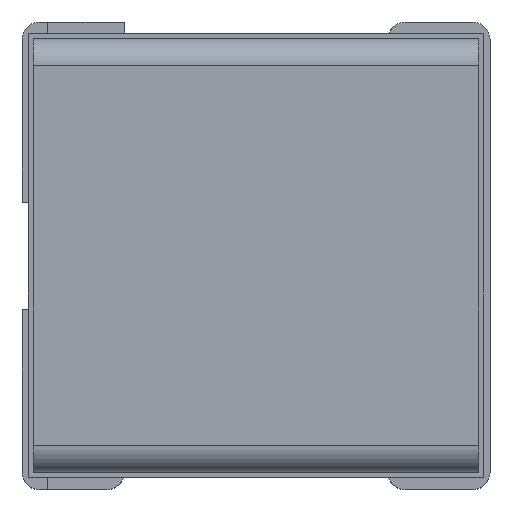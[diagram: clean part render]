
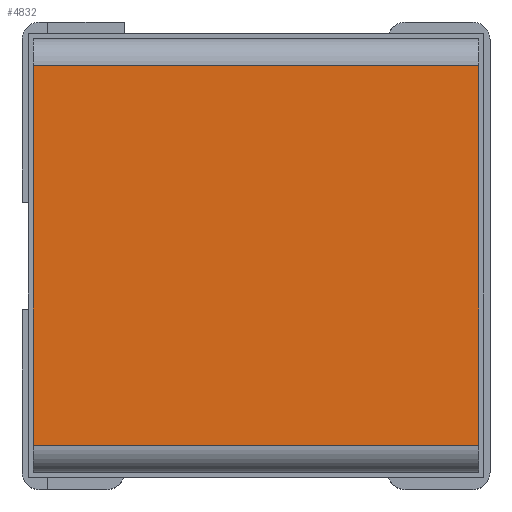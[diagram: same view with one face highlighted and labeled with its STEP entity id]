
A CAD part, top view. The second image highlights one B-rep face of the part: STEP entity #4832.
In plain terms, the highlighted face is planar.
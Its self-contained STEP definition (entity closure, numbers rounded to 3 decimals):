
#467=LINE('',#7056,#871);
#485=LINE('',#7095,#889);
#486=LINE('',#7097,#890);
#487=LINE('',#7099,#891);
#871=VECTOR('',#5981,1000.);
#889=VECTOR('',#6017,1000.);
#890=VECTOR('',#6018,1000.);
#891=VECTOR('',#6019,1000.);
#1870=ORIENTED_EDGE('',*,*,#2384,.T.);
#1871=ORIENTED_EDGE('',*,*,#2365,.T.);
#1872=ORIENTED_EDGE('',*,*,#2385,.T.);
#1873=ORIENTED_EDGE('',*,*,#2386,.T.);
#2365=EDGE_CURVE('',#2703,#2702,#467,.T.);
#2384=EDGE_CURVE('',#2715,#2703,#485,.T.);
#2385=EDGE_CURVE('',#2702,#2716,#486,.T.);
#2386=EDGE_CURVE('',#2716,#2715,#487,.T.);
#2702=VERTEX_POINT('',#7055);
#2703=VERTEX_POINT('',#7057);
#2715=VERTEX_POINT('',#7096);
#2716=VERTEX_POINT('',#7098);
#2992=EDGE_LOOP('',(#1870,#1871,#1872,#1873));
#3196=FACE_BOUND('',#2992,.T.);
#3342=PLANE('',#5098);
#4832=ADVANCED_FACE('',(#3196),#3342,.F.);
#5098=AXIS2_PLACEMENT_3D('',#7094,#6015,#6016);
#5981=DIRECTION('',(0.,0.,-1.));
#6015=DIRECTION('',(0.,-1.,0.));
#6016=DIRECTION('',(0.,0.,-1.));
#6017=DIRECTION('',(1.,0.,0.));
#6018=DIRECTION('',(-1.,0.,0.));
#6019=DIRECTION('',(0.,0.,1.));
#7055=CARTESIAN_POINT('',(6.595,12.47,-5.595));
#7056=CARTESIAN_POINT('',(6.595,12.47,-6.385));
#7057=CARTESIAN_POINT('',(6.595,12.47,5.625));
#7094=CARTESIAN_POINT('',(0.015,12.47,6.415));
#7095=CARTESIAN_POINT('',(0.015,12.47,5.625));
#7096=CARTESIAN_POINT('',(-6.565,12.47,5.625));
#7097=CARTESIAN_POINT('',(0.015,12.47,-5.595));
#7098=CARTESIAN_POINT('',(-6.565,12.47,-5.595));
#7099=CARTESIAN_POINT('',(-6.565,12.47,6.415));
